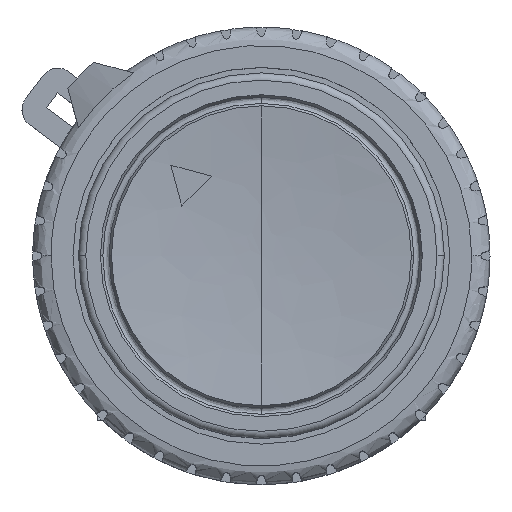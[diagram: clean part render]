
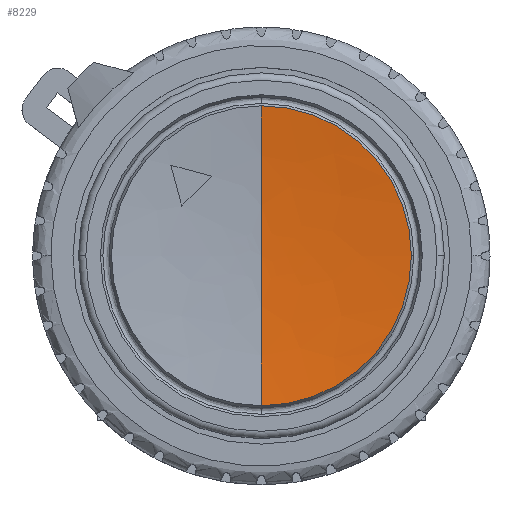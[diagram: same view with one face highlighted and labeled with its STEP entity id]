
A CAD part, top view. The second image highlights one B-rep face of the part: STEP entity #8229.
In plain terms, the highlighted free-form (B-spline) face has degree [3, 3] with [4, 4] control points.
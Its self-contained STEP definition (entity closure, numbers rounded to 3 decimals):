
#578 = ORIENTED_EDGE ( 'NONE', *, *, #4006, .T. ) ;
#797 = CARTESIAN_POINT ( 'NONE',  ( 0., -5.476, 20.3 ) ) ;
#1135 = CIRCLE ( 'NONE', #11904, 75. ) ;
#1261 = DIRECTION ( 'NONE',  ( 0., 0., 1. ) ) ;
#1893 = CIRCLE ( 'NONE', #10223, 8.2 ) ;
#1910 = CARTESIAN_POINT ( 'NONE',  ( 0., 5.476, 20.3 ) ) ;
#1943 = EDGE_CURVE ( 'NONE', #5682, #9207, #1135, .T. ) ;
#1953 = CARTESIAN_POINT ( 'NONE',  ( 0., 0., 95.15 ) ) ;
#2093 =( BOUNDED_SURFACE ( )  B_SPLINE_SURFACE ( 3, 3, ( 
 ( #13274, #3027, #7560, #12162 ),
 ( #1910, #6437, #11027, #797 ),
 ( #5318, #9890, #14473, #4216 ),
 ( #8761, #13349, #3098, #7630 ) ),
 .UNSPECIFIED., .F., .F., .F. ) 
 B_SPLINE_SURFACE_WITH_KNOTS ( ( 4, 4 ),
 ( 4, 4 ),
 ( 0., 1. ),
 ( 0., 1. ),
 .UNSPECIFIED. ) 
 GEOMETRIC_REPRESENTATION_ITEM ( )  RATIONAL_B_SPLINE_SURFACE ( (
 ( 1., 0.333, 0.333, 1.),
 ( 0.999, 0.333, 0.333, 0.999),
 ( 0.999, 0.333, 0.333, 0.999),
 ( 1., 0.333, 0.333, 1.) ) ) 
 REPRESENTATION_ITEM ( '' )  SURFACE ( )  );
#2113 = AXIS2_PLACEMENT_3D ( 'NONE', #1953, #6486, #11079 ) ;
#2573 = VERTEX_POINT ( 'NONE', #10061 ) ;
#3027 = CARTESIAN_POINT ( 'NONE',  ( 16.4, 8.2, 20.6 ) ) ;
#3098 = CARTESIAN_POINT ( 'NONE',  ( 0., 0., 20.15 ) ) ;
#4006 = EDGE_CURVE ( 'NONE', #5682, #6398, #10687, .T. ) ;
#4089 = DIRECTION ( 'NONE',  ( 0., 1., 0. ) ) ;
#4146 = FACE_OUTER_BOUND ( 'NONE', #7563, .T. ) ;
#4216 = CARTESIAN_POINT ( 'NONE',  ( 0., -2.74, 20.15 ) ) ;
#4233 = AXIS2_PLACEMENT_3D ( 'NONE', #11506, #1261, #5779 ) ;
#4252 = DIRECTION ( 'NONE',  ( 0., 0., 1. ) ) ;
#4817 = CARTESIAN_POINT ( 'NONE',  ( 8.2, 0., 20.6 ) ) ;
#4984 = EDGE_CURVE ( 'NONE', #2573, #9207, #8537, .T. ) ;
#5318 = CARTESIAN_POINT ( 'NONE',  ( 0., 2.74, 20.15 ) ) ;
#5682 = VERTEX_POINT ( 'NONE', #6591 ) ;
#5779 = DIRECTION ( 'NONE',  ( 0., 1., 0. ) ) ;
#6160 = CARTESIAN_POINT ( 'NONE',  ( 0., 0., 20.15 ) ) ;
#6364 = ORIENTED_EDGE ( 'NONE', *, *, #1943, .F. ) ;
#6398 = VERTEX_POINT ( 'NONE', #4817 ) ;
#6437 = CARTESIAN_POINT ( 'NONE',  ( 10.953, 5.476, 20.3 ) ) ;
#6460 = EDGE_CURVE ( 'NONE', #6398, #2573, #1893, .T. ) ;
#6486 = DIRECTION ( 'NONE',  ( -1., 0., 0. ) ) ;
#6591 = CARTESIAN_POINT ( 'NONE',  ( 0., -8.2, 20.6 ) ) ;
#7560 = CARTESIAN_POINT ( 'NONE',  ( 16.4, -8.2, 20.6 ) ) ;
#7563 = EDGE_LOOP ( 'NONE', ( #6364, #578, #10732, #10651 ) ) ;
#7630 = CARTESIAN_POINT ( 'NONE',  ( 0., 0., 20.15 ) ) ;
#8229 = ADVANCED_FACE ( 'NONE', ( #4146 ), #2093, .T. ) ;
#8537 = CIRCLE ( 'NONE', #2113, 75. ) ;
#8761 = CARTESIAN_POINT ( 'NONE',  ( 0., 0., 20.15 ) ) ;
#9207 = VERTEX_POINT ( 'NONE', #6160 ) ;
#9767 = CARTESIAN_POINT ( 'NONE',  ( 0., 0., 20.6 ) ) ;
#9890 = CARTESIAN_POINT ( 'NONE',  ( 5.481, 2.74, 20.15 ) ) ;
#9929 = CARTESIAN_POINT ( 'NONE',  ( 0., 0., 95.15 ) ) ;
#10061 = CARTESIAN_POINT ( 'NONE',  ( 0., 8.2, 20.6 ) ) ;
#10223 = AXIS2_PLACEMENT_3D ( 'NONE', #9767, #14342, #4089 ) ;
#10651 = ORIENTED_EDGE ( 'NONE', *, *, #4984, .T. ) ;
#10687 = CIRCLE ( 'NONE', #4233, 8.2 ) ;
#10732 = ORIENTED_EDGE ( 'NONE', *, *, #6460, .T. ) ;
#11027 = CARTESIAN_POINT ( 'NONE',  ( 10.953, -5.476, 20.3 ) ) ;
#11079 = DIRECTION ( 'NONE',  ( 0., 0., 1. ) ) ;
#11506 = CARTESIAN_POINT ( 'NONE',  ( 0., 0., 20.6 ) ) ;
#11904 = AXIS2_PLACEMENT_3D ( 'NONE', #9929, #14513, #4252 ) ;
#12162 = CARTESIAN_POINT ( 'NONE',  ( 0., -8.2, 20.6 ) ) ;
#13274 = CARTESIAN_POINT ( 'NONE',  ( 0., 8.2, 20.6 ) ) ;
#13349 = CARTESIAN_POINT ( 'NONE',  ( 0., 0., 20.15 ) ) ;
#14342 = DIRECTION ( 'NONE',  ( 0., 0., 1. ) ) ;
#14473 = CARTESIAN_POINT ( 'NONE',  ( 5.481, -2.74, 20.15 ) ) ;
#14513 = DIRECTION ( 'NONE',  ( 1., 0., 0. ) ) ;
